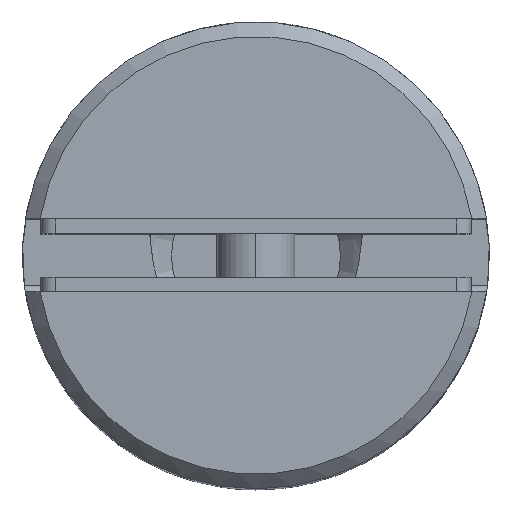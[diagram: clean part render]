
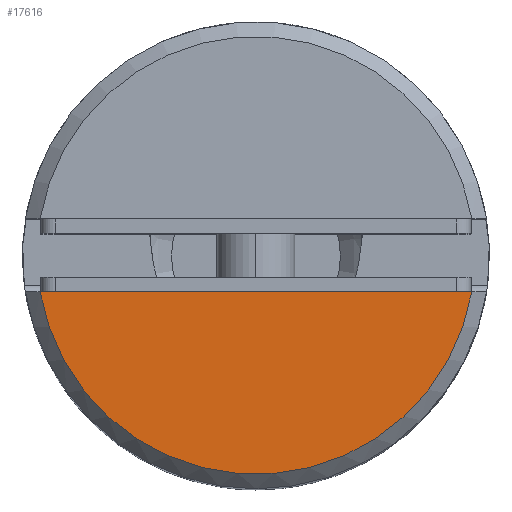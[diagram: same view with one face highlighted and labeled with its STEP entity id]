
A CAD part, top view. The second image highlights one B-rep face of the part: STEP entity #17616.
In plain terms, the highlighted planar face has unit normal (0, 0, 1).
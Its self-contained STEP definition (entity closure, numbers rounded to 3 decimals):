
#4566 = PLANE ( 'NONE',  #18972 ) ;
#4742 = AXIS2_PLACEMENT_3D ( 'NONE', #7122, #14371, #5488 ) ;
#4852 = CARTESIAN_POINT ( 'NONE',  ( 14.79, -2.5, 40. ) ) ;
#5047 = VERTEX_POINT ( 'NONE', #4852 ) ;
#5488 = DIRECTION ( 'NONE',  ( -1., 0., 0. ) ) ;
#6362 = CARTESIAN_POINT ( 'NONE',  ( 0., 0., 40. ) ) ;
#7122 = CARTESIAN_POINT ( 'NONE',  ( 0., 0., 40. ) ) ;
#7515 = EDGE_LOOP ( 'NONE', ( #12341, #13123 ) ) ;
#7710 = VERTEX_POINT ( 'NONE', #17931 ) ;
#8865 = FACE_OUTER_BOUND ( 'NONE', #7515, .T. ) ;
#9262 = EDGE_CURVE ( 'NONE', #7710, #5047, #22343, .T. ) ;
#12341 = ORIENTED_EDGE ( 'NONE', *, *, #20256, .T. ) ;
#13123 = ORIENTED_EDGE ( 'NONE', *, *, #9262, .T. ) ;
#14371 = DIRECTION ( 'NONE',  ( 0., 0., 1. ) ) ;
#15187 = DIRECTION ( 'NONE',  ( 0., 0., -1. ) ) ;
#16309 = LINE ( 'NONE', #21502, #18573 ) ;
#17616 = ADVANCED_FACE ( 'NONE', ( #8865 ), #4566, .F. ) ;
#17812 = DIRECTION ( 'NONE',  ( -1., 0., 0. ) ) ;
#17931 = CARTESIAN_POINT ( 'NONE',  ( -14.79, -2.5, 40. ) ) ;
#18573 = VECTOR ( 'NONE', #17812, 1000. ) ;
#18870 = DIRECTION ( 'NONE',  ( -1., 0., 0. ) ) ;
#18972 = AXIS2_PLACEMENT_3D ( 'NONE', #6362, #15187, #18870 ) ;
#20256 = EDGE_CURVE ( 'NONE', #5047, #7710, #16309, .T. ) ;
#21502 = CARTESIAN_POINT ( 'NONE',  ( 15.803, -2.5, 40. ) ) ;
#22343 = CIRCLE ( 'NONE', #4742, 15. ) ;
